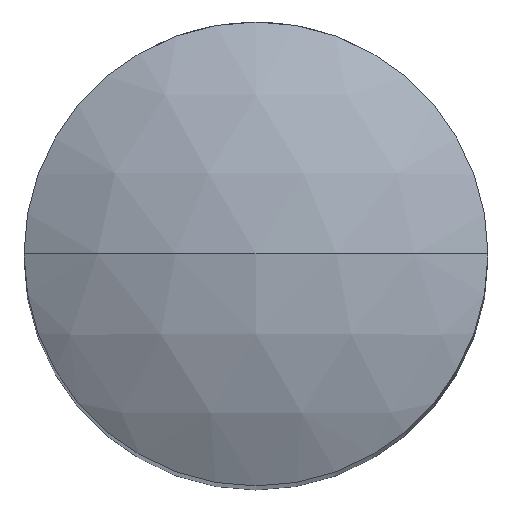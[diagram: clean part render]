
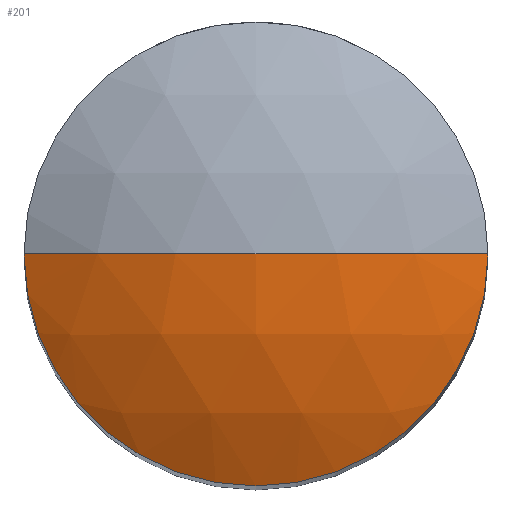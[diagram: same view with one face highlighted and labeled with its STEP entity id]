
A CAD part, top view. The second image highlights one B-rep face of the part: STEP entity #201.
In plain terms, the highlighted spherical face has radius 13 mm.
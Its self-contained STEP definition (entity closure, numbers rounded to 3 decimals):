
#44 = ORIENTED_EDGE ( 'NONE', *, *, #636, .T. ) ;
#89 = VERTEX_POINT ( 'NONE', #619 ) ;
#111 = FACE_OUTER_BOUND ( 'NONE', #802, .T. ) ;
#132 = CARTESIAN_POINT ( 'NONE',  ( 6.5, 0., 33.258 ) ) ;
#175 = CARTESIAN_POINT ( 'NONE',  ( -6.5, 0., 33.258 ) ) ;
#193 = AXIS2_PLACEMENT_3D ( 'NONE', #794, #819, #359 ) ;
#201 = ADVANCED_FACE ( 'NONE', ( #111 ), #330, .T. ) ;
#279 = AXIS2_PLACEMENT_3D ( 'NONE', #644, #626, #616 ) ;
#322 = AXIS2_PLACEMENT_3D ( 'NONE', #786, #775, #774 ) ;
#323 = ORIENTED_EDGE ( 'NONE', *, *, #579, .F. ) ;
#330 = SPHERICAL_SURFACE ( 'NONE', #193, 13. ) ;
#339 = AXIS2_PLACEMENT_3D ( 'NONE', #820, #816, #814 ) ;
#347 = VERTEX_POINT ( 'NONE', #175 ) ;
#359 = DIRECTION ( 'NONE',  ( 1., 0., 0. ) ) ;
#432 = CIRCLE ( 'NONE', #322, 6.5 ) ;
#569 = EDGE_CURVE ( 'NONE', #89, #740, #624, .T. ) ;
#579 = EDGE_CURVE ( 'NONE', #740, #347, #432, .T. ) ;
#616 = DIRECTION ( 'NONE',  ( 1., 0., 0. ) ) ;
#619 = CARTESIAN_POINT ( 'NONE',  ( 0., 0., 35. ) ) ;
#624 = CIRCLE ( 'NONE', #339, 13. ) ;
#626 = DIRECTION ( 'NONE',  ( 0., -1., 0. ) ) ;
#636 = EDGE_CURVE ( 'NONE', #89, #347, #761, .T. ) ;
#644 = CARTESIAN_POINT ( 'NONE',  ( 0., 0., 22. ) ) ;
#695 = ORIENTED_EDGE ( 'NONE', *, *, #569, .F. ) ;
#740 = VERTEX_POINT ( 'NONE', #132 ) ;
#761 = CIRCLE ( 'NONE', #279, 13. ) ;
#774 = DIRECTION ( 'NONE',  ( -1., 0., 0. ) ) ;
#775 = DIRECTION ( 'NONE',  ( 0., 0., -1. ) ) ;
#786 = CARTESIAN_POINT ( 'NONE',  ( 0., 0., 33.258 ) ) ;
#794 = CARTESIAN_POINT ( 'NONE',  ( 0., 0., 22. ) ) ;
#802 = EDGE_LOOP ( 'NONE', ( #695, #44, #323 ) ) ;
#814 = DIRECTION ( 'NONE',  ( 0., 0., 1. ) ) ;
#816 = DIRECTION ( 'NONE',  ( 0., 1., 0. ) ) ;
#819 = DIRECTION ( 'NONE',  ( 0., -1., 0. ) ) ;
#820 = CARTESIAN_POINT ( 'NONE',  ( 0., 0., 22. ) ) ;
